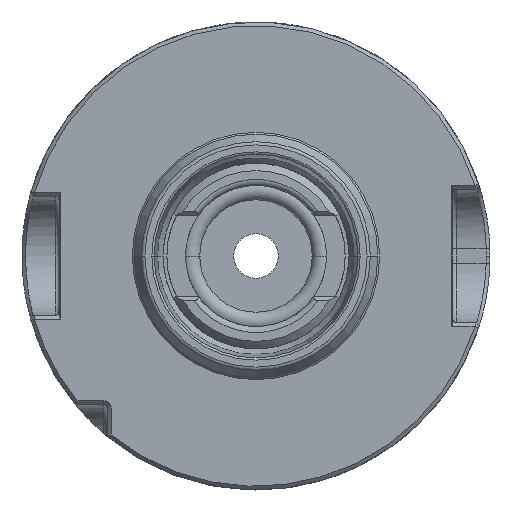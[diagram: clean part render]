
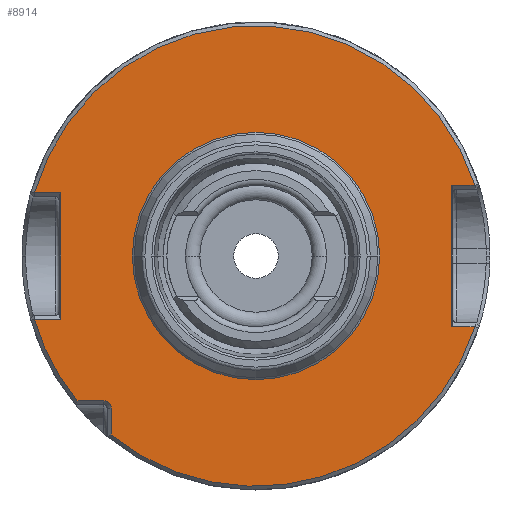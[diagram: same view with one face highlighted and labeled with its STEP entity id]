
A CAD part, front view. The second image highlights one B-rep face of the part: STEP entity #8914.
In plain terms, the highlighted planar face has unit normal (0, -1, 0).
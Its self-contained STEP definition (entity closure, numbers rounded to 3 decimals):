
#2986=CARTESIAN_POINT('',(0.,-3.95,0.));
#2987=DIRECTION('',(0.,1.,0.));
#2988=DIRECTION('',(0.707,0.,0.707));
#2989=AXIS2_PLACEMENT_3D('',#2986,#2987,#2988);
#3001=CARTESIAN_POINT('',(0.,-3.95,0.));
#3002=DIRECTION('',(0.,1.,0.));
#3003=DIRECTION('',(-0.707,0.,-0.707));
#3004=AXIS2_PLACEMENT_3D('',#3001,#3002,#3003);
#3016=DIRECTION('',(0.,0.,1.));
#3017=VECTOR('',#3016,19.);
#3018=CARTESIAN_POINT('',(26.3,-3.95,-9.5));
#3019=LINE('',#3018,#3017);
#3020=DIRECTION('',(0.,0.,-1.));
#3021=VECTOR('',#3020,3.599);
#3022=CARTESIAN_POINT('',(-19.5,-3.95,
-20.5));
#3023=LINE('',#3022,#3021);
#3024=CARTESIAN_POINT('',(-20.5,-3.95,-20.5));
#3025=DIRECTION('',(0.,1.,0.));
#3026=DIRECTION('',(0.,0.,1.));
#3027=AXIS2_PLACEMENT_3D('',#3024,#3025,#3026);
#3029=DIRECTION('',(1.,0.,0.));
#3030=VECTOR('',#3029,3.599);
#3031=CARTESIAN_POINT('',(-24.099,-3.95,-19.5));
#3032=LINE('',#3031,#3030);
#3033=DIRECTION('',(0.,0.,-1.));
#3034=VECTOR('',#3033,17.);
#3035=CARTESIAN_POINT('',(-26.3,-3.95,8.5));
#3036=LINE('',#3035,#3034);
#3056=CARTESIAN_POINT('',(0.,-3.95,0.));
#3057=DIRECTION('',(0.,-1.,0.));
#3058=DIRECTION('',(0.952,0.,0.306));
#3059=AXIS2_PLACEMENT_3D('',#3056,#3057,#3058);
#3116=DIRECTION('',(1.,0.,0.));
#3117=VECTOR('',#3116,3.512);
#3118=CARTESIAN_POINT('',(-29.812,-3.95,8.5));
#3119=LINE('',#3118,#3117);
#3181=DIRECTION('',(-1.,0.,0.));
#3182=VECTOR('',#3181,3.512);
#3183=CARTESIAN_POINT('',(-26.3,-3.95,-8.5));
#3184=LINE('',#3183,#3182);
#3204=CARTESIAN_POINT('',(0.,-3.95,0.));
#3205=DIRECTION('',(0.,-1.,0.));
#3206=DIRECTION('',(-0.962,0.,-0.274));
#3207=AXIS2_PLACEMENT_3D('',#3204,#3205,#3206);
#3214=CARTESIAN_POINT('',(-24.099,-3.95,-19.5));
#3241=CARTESIAN_POINT('',(-19.5,-3.95,-24.099));
#3248=CARTESIAN_POINT('',(0.,-3.95,0.));
#3249=DIRECTION('',(0.,-1.,0.));
#3250=DIRECTION('',(-0.629,0.,-0.777));
#3251=AXIS2_PLACEMENT_3D('',#3248,#3249,#3250);
#3296=DIRECTION('',(-1.,0.,0.001));
#3297=VECTOR('',#3296,3.204);
#3298=CARTESIAN_POINT('',(29.504,-3.952,
-9.504));
#3299=LINE('',#3298,#3297);
#3370=DIRECTION('',(1.,0.,0.001));
#3371=VECTOR('',#3370,3.204);
#3372=CARTESIAN_POINT('',(26.3,-3.95,9.5));
#3373=LINE('',#3372,#3371);
#5165=CARTESIAN_POINT('',(-10.783,-3.95,-10.783));
#5166=CARTESIAN_POINT('',(10.783,-3.95,10.783));
#5167=VERTEX_POINT('',#5165);
#5168=VERTEX_POINT('',#5166);
#5449=CARTESIAN_POINT('',(-26.3,-3.95,8.5));
#5450=CARTESIAN_POINT('',(-26.3,-3.95,-8.5));
#5451=VERTEX_POINT('',#5449);
#5452=VERTEX_POINT('',#5450);
#5453=CARTESIAN_POINT('',(-29.812,-3.95,8.5));
#5454=VERTEX_POINT('',#5453);
#5455=CARTESIAN_POINT('',(-29.812,-3.95,-8.5));
#5456=VERTEX_POINT('',#5455);
#5461=CARTESIAN_POINT('',(26.3,-3.95,-9.5));
#5462=CARTESIAN_POINT('',(26.3,-3.95,9.5));
#5463=VERTEX_POINT('',#5461);
#5464=VERTEX_POINT('',#5462);
#5465=VERTEX_POINT('',#3241);
#5469=CARTESIAN_POINT('',(-19.5,-3.95,
-20.5));
#5470=VERTEX_POINT('',#5469);
#5471=CARTESIAN_POINT('',(-20.5,-3.95,-19.5));
#5472=VERTEX_POINT('',#5471);
#5476=VERTEX_POINT('',#3214);
#5483=CARTESIAN_POINT('',(29.504,-3.952,
-9.504));
#5484=VERTEX_POINT('',#5483);
#5491=CARTESIAN_POINT('',(29.504,-3.952,9.504));
#5492=VERTEX_POINT('',#5491);
#8879=CARTESIAN_POINT('',(0.,-3.95,0.));
#8880=DIRECTION('',(0.,-1.,0.));
#8881=DIRECTION('',(1.,0.,0.));
#8882=AXIS2_PLACEMENT_3D('',#8879,#8880,#8881);
#8883=PLANE('',#8882);
#8885=ORIENTED_EDGE('',*,*,#8884,.F.);
#8887=ORIENTED_EDGE('',*,*,#8886,.F.);
#8889=ORIENTED_EDGE('',*,*,#8888,.F.);
#8891=ORIENTED_EDGE('',*,*,#8890,.F.);
#8893=ORIENTED_EDGE('',*,*,#8892,.F.);
#8895=ORIENTED_EDGE('',*,*,#8894,.F.);
#8897=ORIENTED_EDGE('',*,*,#8896,.F.);
#8899=ORIENTED_EDGE('',*,*,#8898,.F.);
#8901=ORIENTED_EDGE('',*,*,#8900,.F.);
#8903=ORIENTED_EDGE('',*,*,#8902,.F.);
#8905=ORIENTED_EDGE('',*,*,#8904,.F.);
#8907=ORIENTED_EDGE('',*,*,#8906,.F.);
#8908=EDGE_LOOP('',(#8885,#8887,#8889,#8891,#8893,#8895,#8897,#8899,#8901,#8903,
#8905,#8907));
#8909=FACE_OUTER_BOUND('',#8908,.F.);
#8910=ORIENTED_EDGE('',*,*,#8848,.F.);
#8911=ORIENTED_EDGE('',*,*,#8833,.F.);
#8912=EDGE_LOOP('',(#8910,#8911));
#8913=FACE_BOUND('',#8912,.F.);
#8914=ADVANCED_FACE('',(#8909,#8913),#8883,.T.);
#2990=CIRCLE('',#2989,15.25);
#3005=CIRCLE('',#3004,15.25);
#3028=CIRCLE('',#3027,1.);
#3060=CIRCLE('',#3059,31.);
#3208=CIRCLE('',#3207,31.);
#3252=CIRCLE('',#3251,31.);
#8833=EDGE_CURVE('',#5168,#5167,#2990,.T.);
#8848=EDGE_CURVE('',#5167,#5168,#3005,.T.);
#8884=EDGE_CURVE('',#5492,#5454,#3060,.T.);
#8886=EDGE_CURVE('',#5464,#5492,#3373,.T.);
#8888=EDGE_CURVE('',#5463,#5464,#3019,.T.);
#8890=EDGE_CURVE('',#5484,#5463,#3299,.T.);
#8892=EDGE_CURVE('',#5465,#5484,#3252,.T.);
#8894=EDGE_CURVE('',#5470,#5465,#3023,.T.);
#8896=EDGE_CURVE('',#5472,#5470,#3028,.T.);
#8898=EDGE_CURVE('',#5476,#5472,#3032,.T.);
#8900=EDGE_CURVE('',#5456,#5476,#3208,.T.);
#8902=EDGE_CURVE('',#5452,#5456,#3184,.T.);
#8904=EDGE_CURVE('',#5451,#5452,#3036,.T.);
#8906=EDGE_CURVE('',#5454,#5451,#3119,.T.);
